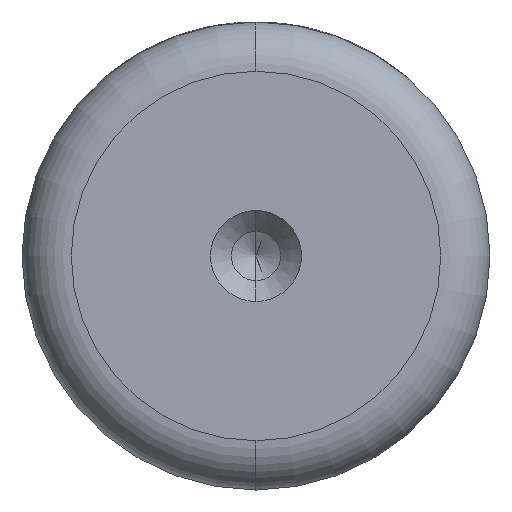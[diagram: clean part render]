
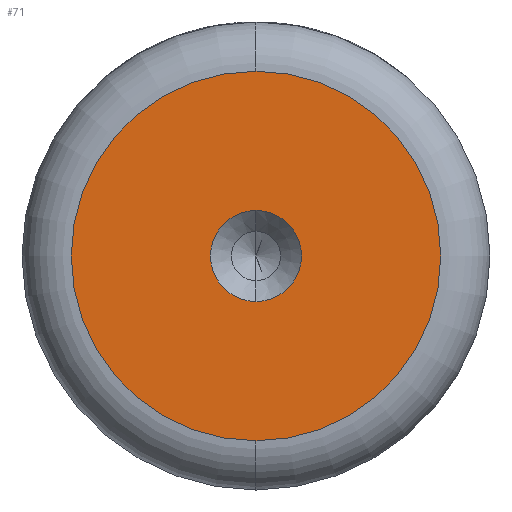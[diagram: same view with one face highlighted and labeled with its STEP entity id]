
A CAD part, left-side view. The second image highlights one B-rep face of the part: STEP entity #71.
In plain terms, the highlighted planar face has unit normal (-1, 0, 0).
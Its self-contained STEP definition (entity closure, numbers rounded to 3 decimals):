
#31 = DIRECTION ( 'NONE',  ( 0., 0., 1. ) ) ;
#57 = FACE_OUTER_BOUND ( 'NONE', #339, .T. ) ;
#71 = ADVANCED_FACE ( 'NONE', ( #119, #57 ), #1146, .T. ) ;
#72 = CARTESIAN_POINT ( 'NONE',  ( 0., 0., 0. ) ) ;
#119 = FACE_BOUND ( 'NONE', #1077, .T. ) ;
#184 = DIRECTION ( 'NONE',  ( 0., 0., 1. ) ) ;
#198 = CIRCLE ( 'NONE', #780, 1.85 ) ;
#339 = EDGE_LOOP ( 'NONE', ( #608, #765 ) ) ;
#380 = CARTESIAN_POINT ( 'NONE',  ( 0., 0., 1.85 ) ) ;
#415 = DIRECTION ( 'NONE',  ( 0., 0., 1. ) ) ;
#484 = CARTESIAN_POINT ( 'NONE',  ( 0., 0., 0. ) ) ;
#554 = AXIS2_PLACEMENT_3D ( 'NONE', #72, #801, #184 ) ;
#555 = CARTESIAN_POINT ( 'NONE',  ( 0., 0., 7.5 ) ) ;
#565 = AXIS2_PLACEMENT_3D ( 'NONE', #484, #1226, #597 ) ;
#572 = CIRCLE ( 'NONE', #822, 7.5 ) ;
#584 = DIRECTION ( 'NONE',  ( -1., 0., 0. ) ) ;
#597 = DIRECTION ( 'NONE',  ( 0., 0., 1. ) ) ;
#608 = ORIENTED_EDGE ( 'NONE', *, *, #837, .T. ) ;
#662 = DIRECTION ( 'NONE',  ( -1., 0., 0. ) ) ;
#712 = CIRCLE ( 'NONE', #565, 1.85 ) ;
#721 = CARTESIAN_POINT ( 'NONE',  ( 0., 0., 0. ) ) ;
#765 = ORIENTED_EDGE ( 'NONE', *, *, #1304, .T. ) ;
#780 = AXIS2_PLACEMENT_3D ( 'NONE', #1213, #584, #1317 ) ;
#801 = DIRECTION ( 'NONE',  ( -1., 0., 0. ) ) ;
#822 = AXIS2_PLACEMENT_3D ( 'NONE', #1289, #662, #31 ) ;
#837 = EDGE_CURVE ( 'NONE', #849, #955, #572, .T. ) ;
#849 = VERTEX_POINT ( 'NONE', #555 ) ;
#897 = CARTESIAN_POINT ( 'NONE',  ( 0., 0., -7.5 ) ) ;
#926 = EDGE_CURVE ( 'NONE', #970, #1097, #198, .T. ) ;
#955 = VERTEX_POINT ( 'NONE', #897 ) ;
#970 = VERTEX_POINT ( 'NONE', #1255 ) ;
#1048 = DIRECTION ( 'NONE',  ( -1., 0., 0. ) ) ;
#1077 = EDGE_LOOP ( 'NONE', ( #1158, #1319 ) ) ;
#1097 = VERTEX_POINT ( 'NONE', #380 ) ;
#1146 = PLANE ( 'NONE',  #1318 ) ;
#1158 = ORIENTED_EDGE ( 'NONE', *, *, #1286, .F. ) ;
#1213 = CARTESIAN_POINT ( 'NONE',  ( 0., 0., 0. ) ) ;
#1226 = DIRECTION ( 'NONE',  ( -1., 0., 0. ) ) ;
#1255 = CARTESIAN_POINT ( 'NONE',  ( 0., 0., -1.85 ) ) ;
#1271 = CIRCLE ( 'NONE', #554, 7.5 ) ;
#1286 = EDGE_CURVE ( 'NONE', #1097, #970, #712, .T. ) ;
#1289 = CARTESIAN_POINT ( 'NONE',  ( 0., 0., 0. ) ) ;
#1304 = EDGE_CURVE ( 'NONE', #955, #849, #1271, .T. ) ;
#1317 = DIRECTION ( 'NONE',  ( 0., 0., 1. ) ) ;
#1318 = AXIS2_PLACEMENT_3D ( 'NONE', #721, #1048, #415 ) ;
#1319 = ORIENTED_EDGE ( 'NONE', *, *, #926, .F. ) ;
